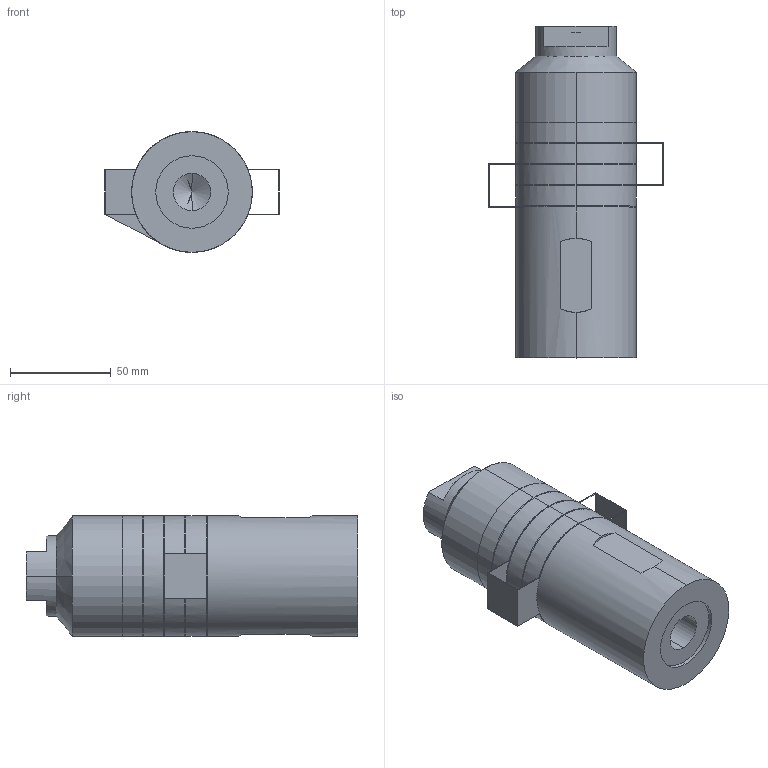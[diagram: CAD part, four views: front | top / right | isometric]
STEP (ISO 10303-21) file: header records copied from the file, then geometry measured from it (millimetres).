
FILE_DESCRIPTION (( 'STEP AP214' ), '1' );
FILE_NAME ('CTN016252-E0W.STEP', '2020-07-17T01:32:31', ( '' ), ( '' ), 'SwSTEP 2.0', 'SolidWorks 2018', '' );
FILE_SCHEMA (( 'AUTOMOTIVE_DESIGN' ));
Length unit declared in the file: millimetre
Products named in the file (1): CTN016252-E0W
Bounding box: 86.83 x 165 x 60.01 mm (x, y, z)
Volume: 412739.6 mm3; surface area: 44013.2 mm2
Topology: 1 solids, 3 shells, 90 faces, 220 edges, 145 vertices
Faces by surface type: plane 46, cylinder 40, cone 4
Entity records: 3437 total; most frequent: CARTESIAN_POINT 518, DIRECTION 476, ORIENTED_EDGE 436, EDGE_CURVE 218, AXIS2_PLACEMENT_3D 175, VERTEX_POINT 145, VECTOR 126, LINE 126
